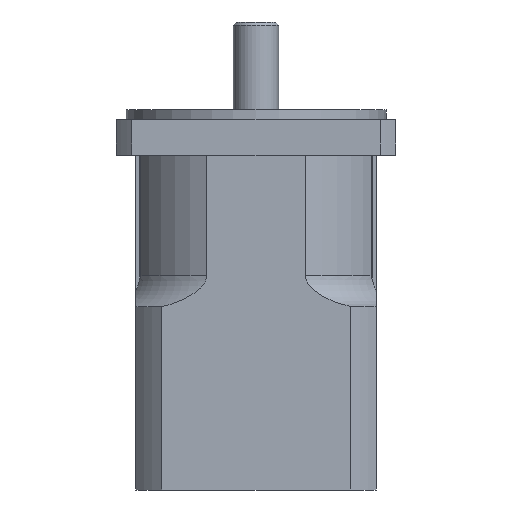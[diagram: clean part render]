
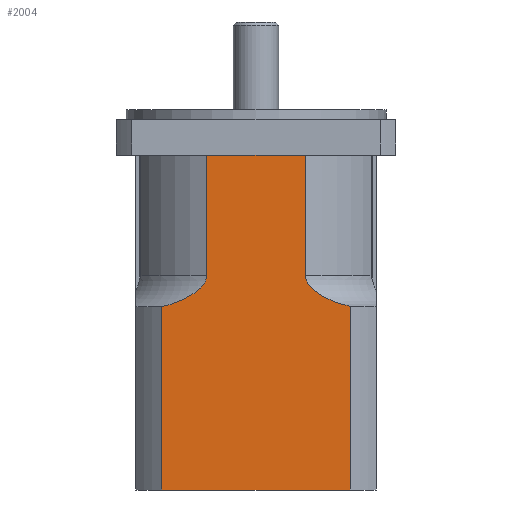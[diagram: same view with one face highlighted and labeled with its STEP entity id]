
A CAD part, front view. The second image highlights one B-rep face of the part: STEP entity #2004.
In plain terms, the highlighted planar face has unit normal (0, -1, 0).
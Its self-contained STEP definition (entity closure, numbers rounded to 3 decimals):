
#559=CARTESIAN_POINT('',(-28.983,-37.0,0.0));
#560=VERTEX_POINT('',#559);
#612=CARTESIAN_POINT('',(28.983,-37.,0.0));
#613=VERTEX_POINT('',#612);
#621=CARTESIAN_POINT('',(28.983,-37.,0.0));
#622=DIRECTION('',(-1.0,0.0,0.0));
#623=VECTOR('',#622,57.966);
#624=LINE('',#621,#623);
#625=EDGE_CURVE('',#613,#560,#624,.T.);
#1120=CARTESIAN_POINT('',(-15.199,-37.0,103.0));
#1121=VERTEX_POINT('',#1120);
#1129=CARTESIAN_POINT('',(15.199,-37.0,103.0));
#1130=VERTEX_POINT('',#1129);
#1131=CARTESIAN_POINT('',(-15.199,-37.0,103.0));
#1132=DIRECTION('',(1.0,0.0,0.0));
#1133=VECTOR('',#1132,30.397);
#1134=LINE('',#1131,#1133);
#1135=EDGE_CURVE('',#1121,#1130,#1134,.T.);
#1198=CARTESIAN_POINT('',(28.983,-37.0,56.461));
#1199=VERTEX_POINT('',#1198);
#1255=CARTESIAN_POINT('',(15.199,-37.0,66.0));
#1256=VERTEX_POINT('',#1255);
#1264=CARTESIAN_POINT('',(28.983,-37.,56.461));
#1265=CARTESIAN_POINT('',(28.327,-37.,56.588));
#1266=CARTESIAN_POINT('',(27.686,-37.,56.738));
#1267=CARTESIAN_POINT('',(27.081,-37.,56.901));
#1268=CARTESIAN_POINT('',(26.812,-37.,56.973));
#1269=CARTESIAN_POINT('',(26.552,-37.,57.048));
#1270=CARTESIAN_POINT('',(26.284,-37.,57.128));
#1271=CARTESIAN_POINT('',(25.132,-37.,57.475));
#1272=CARTESIAN_POINT('',(23.907,-37.,57.929));
#1273=CARTESIAN_POINT('',(22.743,-37.,58.46));
#1274=CARTESIAN_POINT('',(21.843,-37.,58.871));
#1275=CARTESIAN_POINT('',(20.978,-37.,59.327));
#1276=CARTESIAN_POINT('',(20.202,-37.,59.797));
#1277=CARTESIAN_POINT('',(20.011,-37.,59.913));
#1278=CARTESIAN_POINT('',(19.817,-37.,60.035));
#1279=CARTESIAN_POINT('',(19.621,-37.,60.162));
#1280=CARTESIAN_POINT('',(18.577,-37.,60.843));
#1281=CARTESIAN_POINT('',(17.501,-37.,61.687));
#1282=CARTESIAN_POINT('',(16.685,-37.,62.621));
#1283=CARTESIAN_POINT('',(16.533,-37.,62.795));
#1284=CARTESIAN_POINT('',(16.39,-37.,62.972));
#1285=CARTESIAN_POINT('',(16.258,-37.,63.151));
#1286=CARTESIAN_POINT('',(16.164,-37.,63.279));
#1287=CARTESIAN_POINT('',(16.07,-37.,63.414));
#1288=CARTESIAN_POINT('',(15.979,-37.,63.557));
#1289=CARTESIAN_POINT('',(15.855,-37.,63.752));
#1290=CARTESIAN_POINT('',(15.738,-37.,63.959));
#1291=CARTESIAN_POINT('',(15.638,-37.,64.169));
#1292=CARTESIAN_POINT('',(15.569,-37.,64.313));
#1293=CARTESIAN_POINT('',(15.508,-37.,64.459));
#1294=CARTESIAN_POINT('',(15.456,-37.,64.6));
#1295=CARTESIAN_POINT('',(15.419,-37.,64.702));
#1296=CARTESIAN_POINT('',(15.385,-37.,64.805));
#1297=CARTESIAN_POINT('',(15.354,-37.,64.914));
#1298=CARTESIAN_POINT('',(15.27,-37.,65.208));
#1299=CARTESIAN_POINT('',(15.216,-37.,65.533));
#1300=CARTESIAN_POINT('',(15.202,-37.,65.832));
#1301=CARTESIAN_POINT('',(15.2,-37.,65.889));
#1302=CARTESIAN_POINT('',(15.199,-37.,65.945));
#1303=CARTESIAN_POINT('',(15.199,-37.,66.0));
#1304=B_SPLINE_CURVE_WITH_KNOTS('',3,(#1264,#1265,#1266,#1267,#1268,#1269,#1270,#1271,#1272,#1273,#1274,#1275,#1276,#1277,#1278,#1279,#1280,#1281,#1282,#1283,#1284,#1285,#1286,#1287,#1288,#1289,#1290,#1291,#1292,#1293,#1294,#1295,#1296,#1297,#1298,#1299,#1300,#1301,#1302,#1303),.UNSPECIFIED.,.F.,.U.,(4,3,3,3,3,3,3,3,3,3,3,3,3,4),(2.204,2.389,2.471,2.822,3.094,3.161,3.519,3.586,3.633,3.697,3.742,3.774,3.861,3.877),.UNSPECIFIED.);
#1305=EDGE_CURVE('',#1199,#1256,#1304,.T.);
#1434=CARTESIAN_POINT('',(-28.983,-37.,56.461));
#1435=VERTEX_POINT('',#1434);
#1445=CARTESIAN_POINT('',(-15.199,-37.0,66.0));
#1446=VERTEX_POINT('',#1445);
#1447=CARTESIAN_POINT('',(-15.199,-37.0,66.0));
#1448=CARTESIAN_POINT('',(-15.199,-37.0,65.712));
#1449=CARTESIAN_POINT('',(-15.236,-37.0,65.388));
#1450=CARTESIAN_POINT('',(-15.309,-37.0,65.084));
#1451=CARTESIAN_POINT('',(-15.341,-37.0,64.952));
#1452=CARTESIAN_POINT('',(-15.378,-37.0,64.825));
#1453=CARTESIAN_POINT('',(-15.419,-37.0,64.705));
#1454=CARTESIAN_POINT('',(-15.458,-37.0,64.59));
#1455=CARTESIAN_POINT('',(-15.501,-37.0,64.478));
#1456=CARTESIAN_POINT('',(-15.551,-37.0,64.362));
#1457=CARTESIAN_POINT('',(-15.682,-37.0,64.055));
#1458=CARTESIAN_POINT('',(-15.856,-37.0,63.742));
#1459=CARTESIAN_POINT('',(-16.04,-37.0,63.463));
#1460=CARTESIAN_POINT('',(-16.178,-37.0,63.254));
#1461=CARTESIAN_POINT('',(-16.316,-37.0,63.068));
#1462=CARTESIAN_POINT('',(-16.467,-37.0,62.88));
#1463=CARTESIAN_POINT('',(-17.189,-37.0,61.987));
#1464=CARTESIAN_POINT('',(-18.164,-37.0,61.164));
#1465=CARTESIAN_POINT('',(-19.15,-37.0,60.479));
#1466=CARTESIAN_POINT('',(-19.472,-37.0,60.255));
#1467=CARTESIAN_POINT('',(-19.796,-37.0,60.046));
#1468=CARTESIAN_POINT('',(-20.111,-37.0,59.853));
#1469=CARTESIAN_POINT('',(-20.306,-37.0,59.733));
#1470=CARTESIAN_POINT('',(-20.502,-37.0,59.618));
#1471=CARTESIAN_POINT('',(-20.705,-37.0,59.502));
#1472=CARTESIAN_POINT('',(-21.774,-37.0,58.891));
#1473=CARTESIAN_POINT('',(-22.981,-37.0,58.32));
#1474=CARTESIAN_POINT('',(-24.196,-37.0,57.847));
#1475=CARTESIAN_POINT('',(-24.765,-37.0,57.626));
#1476=CARTESIAN_POINT('',(-25.336,-37.0,57.426));
#1477=CARTESIAN_POINT('',(-25.893,-37.0,57.249));
#1478=CARTESIAN_POINT('',(-26.187,-37.0,57.156));
#1479=CARTESIAN_POINT('',(-26.477,-37.0,57.069));
#1480=CARTESIAN_POINT('',(-26.762,-37.0,56.989));
#1481=CARTESIAN_POINT('',(-26.993,-37.0,56.924));
#1482=CARTESIAN_POINT('',(-27.23,-37.0,56.86));
#1483=CARTESIAN_POINT('',(-27.471,-37.0,56.799));
#1484=CARTESIAN_POINT('',(-27.959,-37.0,56.675));
#1485=CARTESIAN_POINT('',(-28.466,-37.0,56.561));
#1486=CARTESIAN_POINT('',(-28.983,-37.0,56.461));
#1487=B_SPLINE_CURVE_WITH_KNOTS('',3,(#1447,#1448,#1449,#1450,#1451,#1452,#1453,#1454,#1455,#1456,#1457,#1458,#1459,#1460,#1461,#1462,#1463,#1464,#1465,#1466,#1467,#1468,#1469,#1470,#1471,#1472,#1473,#1474,#1475,#1476,#1477,#1478,#1479,#1480,#1481,#1482,#1483,#1484,#1485,#1486),.UNSPECIFIED.,.F.,.U.,(4,3,3,3,3,3,3,3,3,3,3,3,3,4),(3.877,3.963,4.001,4.037,4.131,4.202,4.539,4.649,4.717,5.076,5.244,5.333,5.405,5.55),.UNSPECIFIED.);
#1488=EDGE_CURVE('',#1446,#1435,#1487,.T.);
#1557=CARTESIAN_POINT('',(-15.199,-37.0,103.0));
#1558=DIRECTION('',(0.0,0.0,-1.0));
#1559=VECTOR('',#1558,37.0);
#1560=LINE('',#1557,#1559);
#1561=EDGE_CURVE('',#1121,#1446,#1560,.T.);
#1601=CARTESIAN_POINT('',(15.199,-37.0,66.0));
#1602=DIRECTION('',(0.0,0.0,1.0));
#1603=VECTOR('',#1602,37.0);
#1604=LINE('',#1601,#1603);
#1605=EDGE_CURVE('',#1256,#1130,#1604,.T.);
#1979=CARTESIAN_POINT('',(37.,-37.,0.0));
#1980=DIRECTION('',(0.0,-1.0,0.0));
#1981=DIRECTION('',(0.0,0.0,-1.0));
#1982=AXIS2_PLACEMENT_3D('',#1979,#1980,#1981);
#1983=PLANE('',#1982);
#1984=ORIENTED_EDGE('',*,*,#1561,.T.);
#1985=ORIENTED_EDGE('',*,*,#1488,.T.);
#1986=CARTESIAN_POINT('',(-28.983,-37.0,0.0));
#1987=DIRECTION('',(0.0,0.0,1.0));
#1988=VECTOR('',#1987,56.461);
#1989=LINE('',#1986,#1988);
#1990=EDGE_CURVE('',#560,#1435,#1989,.T.);
#1991=ORIENTED_EDGE('',*,*,#1990,.F.);
#1992=ORIENTED_EDGE('',*,*,#625,.F.);
#1993=CARTESIAN_POINT('',(28.983,-37.0,56.461));
#1994=DIRECTION('',(0.0,0.0,-1.0));
#1995=VECTOR('',#1994,56.461);
#1996=LINE('',#1993,#1995);
#1997=EDGE_CURVE('',#1199,#613,#1996,.T.);
#1998=ORIENTED_EDGE('',*,*,#1997,.F.);
#1999=ORIENTED_EDGE('',*,*,#1305,.T.);
#2000=ORIENTED_EDGE('',*,*,#1605,.T.);
#2001=ORIENTED_EDGE('',*,*,#1135,.F.);
#2002=EDGE_LOOP('',(#1984,#1985,#1991,#1992,#1998,#1999,#2000,#2001));
#2003=FACE_OUTER_BOUND('',#2002,.T.);
#2004=ADVANCED_FACE('',(#2003),#1983,.T.);
